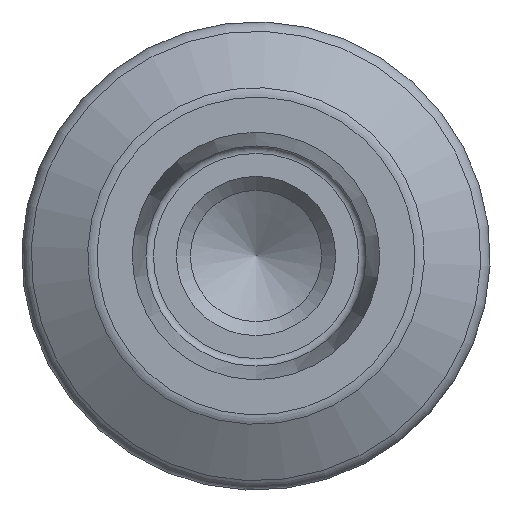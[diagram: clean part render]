
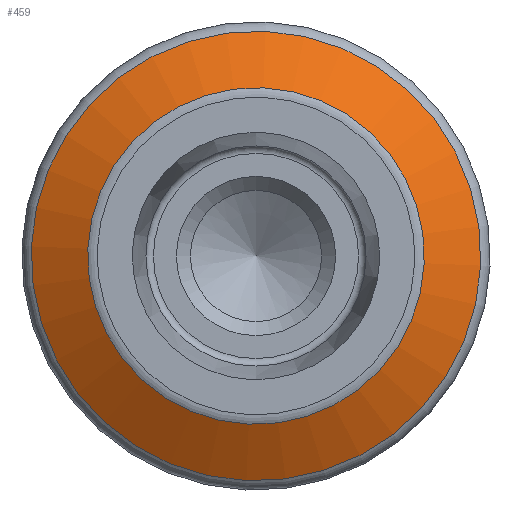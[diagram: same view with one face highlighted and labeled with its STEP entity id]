
A CAD part, left-side view. The second image highlights one B-rep face of the part: STEP entity #459.
In plain terms, the highlighted conical face has half-angle 60 degrees and reference radius 24 mm.
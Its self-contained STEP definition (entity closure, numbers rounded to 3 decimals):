
#99=CONICAL_SURFACE('',#1732,24.,60.);
#459=ADVANCED_FACE('',(#554,#555),#99,.T.);
#554=FACE_BOUND('',#685,.T.);
#555=FACE_BOUND('',#686,.T.);
#685=EDGE_LOOP('',(#1111));
#686=EDGE_LOOP('',(#1112));
#1111=ORIENTED_EDGE('',*,*,#1485,.F.);
#1112=ORIENTED_EDGE('',*,*,#1488,.T.);
#1271=VERTEX_POINT('',#3254);
#1274=VERTEX_POINT('',#3263);
#1485=EDGE_CURVE('',#1271,#1271,#1559,.T.);
#1488=EDGE_CURVE('',#1274,#1274,#1562,.T.);
#1559=CIRCLE('',#1725,24.);
#1562=CIRCLE('',#1731,17.964);
#1725=AXIS2_PLACEMENT_3D('',#3253,#2108,#2109);
#1731=AXIS2_PLACEMENT_3D('',#3262,#2120,#2121);
#1732=AXIS2_PLACEMENT_3D('',#3264,#2122,#2123);
#2108=DIRECTION('',(1.,0.,0.));
#2109=DIRECTION('',(0.,-0.382,0.924));
#2120=DIRECTION('',(1.,0.,0.));
#2121=DIRECTION('',(0.,-0.382,0.924));
#2122=DIRECTION('',(1.,0.,0.));
#2123=DIRECTION('',(0.,-0.382,0.924));
#3253=CARTESIAN_POINT('',(-9.247,0.,0.));
#3254=CARTESIAN_POINT('',(-9.247,-9.164,22.181));
#3262=CARTESIAN_POINT('',(-12.732,0.,0.));
#3263=CARTESIAN_POINT('',(-12.732,-6.86,16.603));
#3264=CARTESIAN_POINT('',(-9.247,0.,0.));
